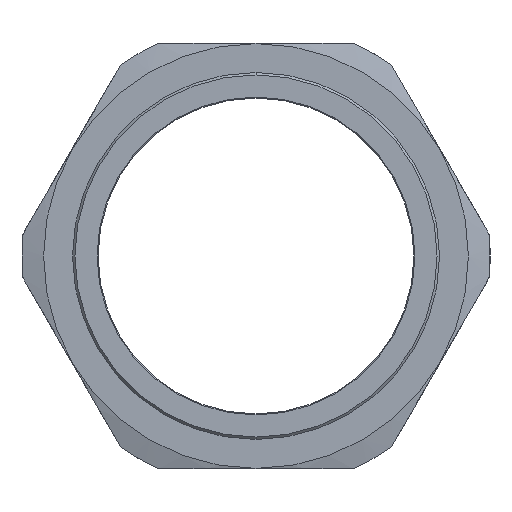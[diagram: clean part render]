
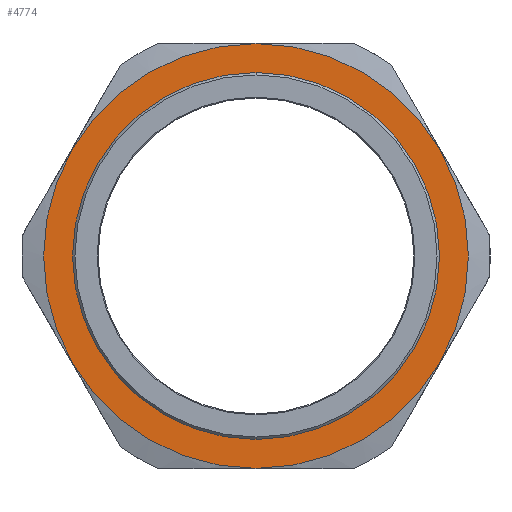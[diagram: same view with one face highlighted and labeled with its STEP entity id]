
A CAD part, left-side view. The second image highlights one B-rep face of the part: STEP entity #4774.
In plain terms, the highlighted planar face has unit normal (-1, 0, 0).
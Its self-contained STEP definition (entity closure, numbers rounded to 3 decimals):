
#352 = CIRCLE ( 'NONE', #9383, 57.5 ) ;
#431 = AXIS2_PLACEMENT_3D ( 'NONE', #4764, #2515, #5573 ) ;
#818 = FACE_BOUND ( 'NONE', #7146, .T. ) ;
#921 = EDGE_CURVE ( 'NONE', #2758, #5966, #7391, .T. ) ;
#981 = CARTESIAN_POINT ( 'NONE',  ( 24., 0., 0. ) ) ;
#1366 = EDGE_LOOP ( 'NONE', ( #5953, #4909 ) ) ;
#1721 = DIRECTION ( 'NONE',  ( 1., 0., 0. ) ) ;
#1817 = DIRECTION ( 'NONE',  ( 0., 0., -1. ) ) ;
#1863 = ORIENTED_EDGE ( 'NONE', *, *, #2368, .F. ) ;
#2286 = DIRECTION ( 'NONE',  ( 0., 0., 1. ) ) ;
#2355 = CARTESIAN_POINT ( 'NONE',  ( 24., 0., 0. ) ) ;
#2368 = EDGE_CURVE ( 'NONE', #8608, #4717, #352, .T. ) ;
#2512 = EDGE_CURVE ( 'NONE', #5966, #2758, #7432, .T. ) ;
#2515 = DIRECTION ( 'NONE',  ( 1., 0., 0. ) ) ;
#2582 = FACE_OUTER_BOUND ( 'NONE', #1366, .T. ) ;
#2754 = AXIS2_PLACEMENT_3D ( 'NONE', #4763, #1721, #1817 ) ;
#2758 = VERTEX_POINT ( 'NONE', #2961 ) ;
#2961 = CARTESIAN_POINT ( 'NONE',  ( 24., 0., 66.575 ) ) ;
#3071 = CARTESIAN_POINT ( 'NONE',  ( 24., 0., -57.5 ) ) ;
#3137 = AXIS2_PLACEMENT_3D ( 'NONE', #8834, #4475, #8095 ) ;
#3937 = CARTESIAN_POINT ( 'NONE',  ( 24., 0., -66.575 ) ) ;
#4475 = DIRECTION ( 'NONE',  ( -1., 0., 0. ) ) ;
#4664 = CIRCLE ( 'NONE', #3137, 57.5 ) ;
#4717 = VERTEX_POINT ( 'NONE', #5228 ) ;
#4763 = CARTESIAN_POINT ( 'NONE',  ( 24., 0., -73.843 ) ) ;
#4764 = CARTESIAN_POINT ( 'NONE',  ( 24., 0., 0. ) ) ;
#4774 = ADVANCED_FACE ( 'NONE', ( #2582, #818 ), #6176, .F. ) ;
#4909 = ORIENTED_EDGE ( 'NONE', *, *, #921, .F. ) ;
#5228 = CARTESIAN_POINT ( 'NONE',  ( 24., 0., 57.5 ) ) ;
#5573 = DIRECTION ( 'NONE',  ( 0., 0., -1. ) ) ;
#5619 = DIRECTION ( 'NONE',  ( 0., 0., -1. ) ) ;
#5640 = ORIENTED_EDGE ( 'NONE', *, *, #7497, .F. ) ;
#5953 = ORIENTED_EDGE ( 'NONE', *, *, #2512, .F. ) ;
#5966 = VERTEX_POINT ( 'NONE', #3937 ) ;
#6176 = PLANE ( 'NONE',  #2754 ) ;
#6706 = AXIS2_PLACEMENT_3D ( 'NONE', #981, #7792, #5619 ) ;
#7146 = EDGE_LOOP ( 'NONE', ( #1863, #5640 ) ) ;
#7391 = CIRCLE ( 'NONE', #431, 66.575 ) ;
#7432 = CIRCLE ( 'NONE', #6706, 66.575 ) ;
#7497 = EDGE_CURVE ( 'NONE', #4717, #8608, #4664, .T. ) ;
#7792 = DIRECTION ( 'NONE',  ( 1., 0., 0. ) ) ;
#8095 = DIRECTION ( 'NONE',  ( 0., 0., 1. ) ) ;
#8139 = DIRECTION ( 'NONE',  ( -1., 0., 0. ) ) ;
#8608 = VERTEX_POINT ( 'NONE', #3071 ) ;
#8834 = CARTESIAN_POINT ( 'NONE',  ( 24., 0., 0. ) ) ;
#9383 = AXIS2_PLACEMENT_3D ( 'NONE', #2355, #8139, #2286 ) ;
